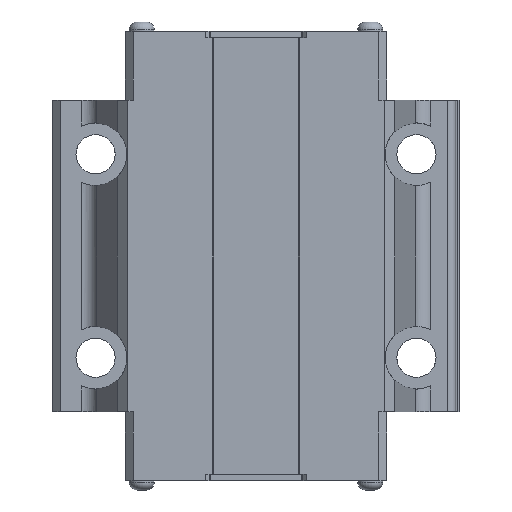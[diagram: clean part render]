
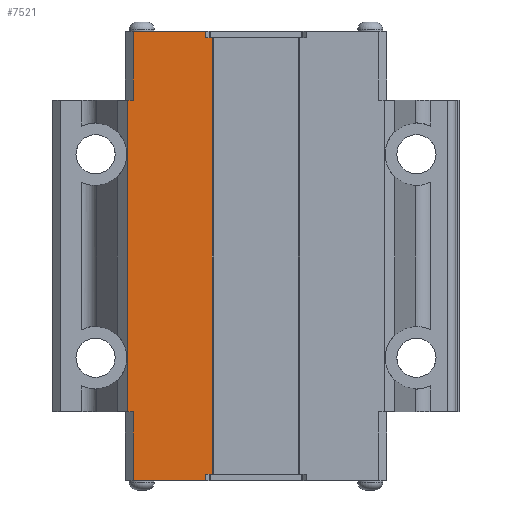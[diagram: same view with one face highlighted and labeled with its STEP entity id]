
A CAD part, front view. The second image highlights one B-rep face of the part: STEP entity #7521.
In plain terms, the highlighted planar face has unit normal (0, -1, 0).
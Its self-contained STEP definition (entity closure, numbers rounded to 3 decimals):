
#9 = ORIENTED_EDGE ( 'NONE', *, *, #2593, .F. ) ;
#11 = VERTEX_POINT ( 'NONE', #2675 ) ;
#12 = ORIENTED_EDGE ( 'NONE', *, *, #2651, .F. ) ;
#13 = ORIENTED_EDGE ( 'NONE', *, *, #16, .F. ) ;
#14 = EDGE_CURVE ( 'NONE', #11, #15, #2674, .T. ) ;
#15 = VERTEX_POINT ( 'NONE', #2670 ) ;
#16 = EDGE_CURVE ( 'NONE', #2591, #11, #2732, .T. ) ;
#17 = ORIENTED_EDGE ( 'NONE', *, *, #14, .F. ) ;
#100 = DIRECTION ( 'NONE',  ( -1., 0., 0. ) ) ;
#101 = VECTOR ( 'NONE', #100, 1000. ) ;
#102 = CARTESIAN_POINT ( 'NONE',  ( -16.7, -19.5, -8. ) ) ;
#105 = LINE ( 'NONE', #102, #101 ) ;
#156 = DIRECTION ( 'NONE',  ( 0., 0., 1. ) ) ;
#157 = DIRECTION ( 'NONE',  ( 0., 1., 0. ) ) ;
#158 = CARTESIAN_POINT ( 'NONE',  ( -16.7, -19.5, 0. ) ) ;
#159 = AXIS2_PLACEMENT_3D ( 'NONE', #158, #157, #156 ) ;
#160 = PLANE ( 'NONE',  #159 ) ;
#161 = FACE_OUTER_BOUND ( 'NONE', #7518, .T. ) ;
#166 = DIRECTION ( 'NONE',  ( 1., 0., 0. ) ) ;
#167 = VECTOR ( 'NONE', #166, 1000. ) ;
#168 = CARTESIAN_POINT ( 'NONE',  ( 0., -19.5, -8.8 ) ) ;
#169 = LINE ( 'NONE', #168, #167 ) ;
#171 = CARTESIAN_POINT ( 'NONE',  ( -6.407, -19.5, -8.8 ) ) ;
#172 = CARTESIAN_POINT ( 'NONE',  ( -6.407, -19.5, -8. ) ) ;
#173 = DIRECTION ( 'NONE',  ( 0., 0., -1. ) ) ;
#174 = VECTOR ( 'NONE', #173, 1000. ) ;
#175 = CARTESIAN_POINT ( 'NONE',  ( -6.407, -19.5, 0. ) ) ;
#176 = LINE ( 'NONE', #175, #174 ) ;
#871 = CARTESIAN_POINT ( 'NONE',  ( -16.7, -19.5, 47.8 ) ) ;
#872 = LINE ( 'NONE', #871, #935 ) ;
#934 = DIRECTION ( 'NONE',  ( 1., 0., 0. ) ) ;
#935 = VECTOR ( 'NONE', #934, 1000. ) ;
#1552 = VERTEX_POINT ( 'NONE', #4019 ) ;
#1554 = EDGE_CURVE ( 'NONE', #1552, #1555, #4018, .T. ) ;
#1555 = VERTEX_POINT ( 'NONE', #4014 ) ;
#2389 = VERTEX_POINT ( 'NONE', #5992 ) ;
#2391 = EDGE_CURVE ( 'NONE', #2392, #2389, #5991, .T. ) ;
#2392 = VERTEX_POINT ( 'NONE', #5987 ) ;
#2591 = VERTEX_POINT ( 'NONE', #6319 ) ;
#2593 = EDGE_CURVE ( 'NONE', #2616, #2594, #6318, .T. ) ;
#2594 = VERTEX_POINT ( 'NONE', #6314 ) ;
#2616 = VERTEX_POINT ( 'NONE', #6294 ) ;
#2651 = EDGE_CURVE ( 'NONE', #2594, #2591, #6388, .T. ) ;
#2658 = VERTEX_POINT ( 'NONE', #6370 ) ;
#2661 = EDGE_CURVE ( 'NONE', #2658, #2389, #6368, .T. ) ;
#2667 = EDGE_CURVE ( 'NONE', #2392, #2616, #6364, .T. ) ;
#2670 = CARTESIAN_POINT ( 'NONE',  ( -6.407, -19.5, 47.8 ) ) ;
#2671 = DIRECTION ( 'NONE',  ( 0., 0., -1. ) ) ;
#2672 = VECTOR ( 'NONE', #2671, 1000. ) ;
#2673 = CARTESIAN_POINT ( 'NONE',  ( -6.407, -19.5, 0. ) ) ;
#2674 = LINE ( 'NONE', #2673, #2672 ) ;
#2675 = CARTESIAN_POINT ( 'NONE',  ( -6.407, -19.5, 48.6 ) ) ;
#2729 = DIRECTION ( 'NONE',  ( 1., 0., 0. ) ) ;
#2730 = VECTOR ( 'NONE', #2729, 1000. ) ;
#2731 = CARTESIAN_POINT ( 'NONE',  ( 0., -19.5, 48.6 ) ) ;
#2732 = LINE ( 'NONE', #2731, #2730 ) ;
#4014 = CARTESIAN_POINT ( 'NONE',  ( -5.601, -19.5, -8. ) ) ;
#4015 = DIRECTION ( 'NONE',  ( 0., 0., -1. ) ) ;
#4016 = VECTOR ( 'NONE', #4015, 1000. ) ;
#4017 = CARTESIAN_POINT ( 'NONE',  ( -5.601, -19.5, 0. ) ) ;
#4018 = LINE ( 'NONE', #4017, #4016 ) ;
#4019 = CARTESIAN_POINT ( 'NONE',  ( -5.601, -19.5, 47.8 ) ) ;
#5987 = CARTESIAN_POINT ( 'NONE',  ( -16.366, -19.5, 0. ) ) ;
#5988 = DIRECTION ( 'NONE',  ( 1., 0., 0. ) ) ;
#5989 = VECTOR ( 'NONE', #5988, 1000. ) ;
#5990 = CARTESIAN_POINT ( 'NONE',  ( 0., -19.5, 0. ) ) ;
#5991 = LINE ( 'NONE', #5990, #5989 ) ;
#5992 = CARTESIAN_POINT ( 'NONE',  ( -15.7, -19.5, 0. ) ) ;
#6294 = CARTESIAN_POINT ( 'NONE',  ( -16.366, -19.5, 39.8 ) ) ;
#6314 = CARTESIAN_POINT ( 'NONE',  ( -15.7, -19.5, 39.8 ) ) ;
#6315 = DIRECTION ( 'NONE',  ( 1., 0., 0. ) ) ;
#6316 = VECTOR ( 'NONE', #6315, 1000. ) ;
#6317 = CARTESIAN_POINT ( 'NONE',  ( 0., -19.5, 39.8 ) ) ;
#6318 = LINE ( 'NONE', #6317, #6316 ) ;
#6319 = CARTESIAN_POINT ( 'NONE',  ( -15.7, -19.5, 48.6 ) ) ;
#6361 = DIRECTION ( 'NONE',  ( 0., 0., 1. ) ) ;
#6362 = VECTOR ( 'NONE', #6361, 1000. ) ;
#6363 = CARTESIAN_POINT ( 'NONE',  ( -16.366, -19.5, 0. ) ) ;
#6364 = LINE ( 'NONE', #6363, #6362 ) ;
#6365 = DIRECTION ( 'NONE',  ( 0., 0., 1. ) ) ;
#6366 = VECTOR ( 'NONE', #6365, 1000. ) ;
#6367 = CARTESIAN_POINT ( 'NONE',  ( -15.7, -19.5, 0. ) ) ;
#6368 = LINE ( 'NONE', #6367, #6366 ) ;
#6370 = CARTESIAN_POINT ( 'NONE',  ( -15.7, -19.5, -8.8 ) ) ;
#6385 = DIRECTION ( 'NONE',  ( 0., 0., 1. ) ) ;
#6386 = VECTOR ( 'NONE', #6385, 1000. ) ;
#6387 = CARTESIAN_POINT ( 'NONE',  ( -15.7, -19.5, 0. ) ) ;
#6388 = LINE ( 'NONE', #6387, #6386 ) ;
#7493 = ORIENTED_EDGE ( 'NONE', *, *, #7494, .F. ) ;
#7494 = EDGE_CURVE ( 'NONE', #1555, #7509, #105, .T. ) ;
#7496 = ORIENTED_EDGE ( 'NONE', *, *, #1554, .F. ) ;
#7507 = ORIENTED_EDGE ( 'NONE', *, *, #7508, .F. ) ;
#7508 = EDGE_CURVE ( 'NONE', #7509, #7510, #176, .T. ) ;
#7509 = VERTEX_POINT ( 'NONE', #172 ) ;
#7510 = VERTEX_POINT ( 'NONE', #171 ) ;
#7516 = ORIENTED_EDGE ( 'NONE', *, *, #7517, .T. ) ;
#7517 = EDGE_CURVE ( 'NONE', #2658, #7510, #169, .T. ) ;
#7518 = EDGE_LOOP ( 'NONE', ( #7519, #7516, #7507, #7493, #7496, #7863, #17, #13, #12, #9, #7523, #7524 ) ) ;
#7519 = ORIENTED_EDGE ( 'NONE', *, *, #2661, .F. ) ;
#7521 = ADVANCED_FACE ( 'NONE', ( #161 ), #160, .F. ) ;
#7523 = ORIENTED_EDGE ( 'NONE', *, *, #2667, .F. ) ;
#7524 = ORIENTED_EDGE ( 'NONE', *, *, #2391, .T. ) ;
#7863 = ORIENTED_EDGE ( 'NONE', *, *, #7865, .F. ) ;
#7865 = EDGE_CURVE ( 'NONE', #15, #1552, #872, .T. ) ;
